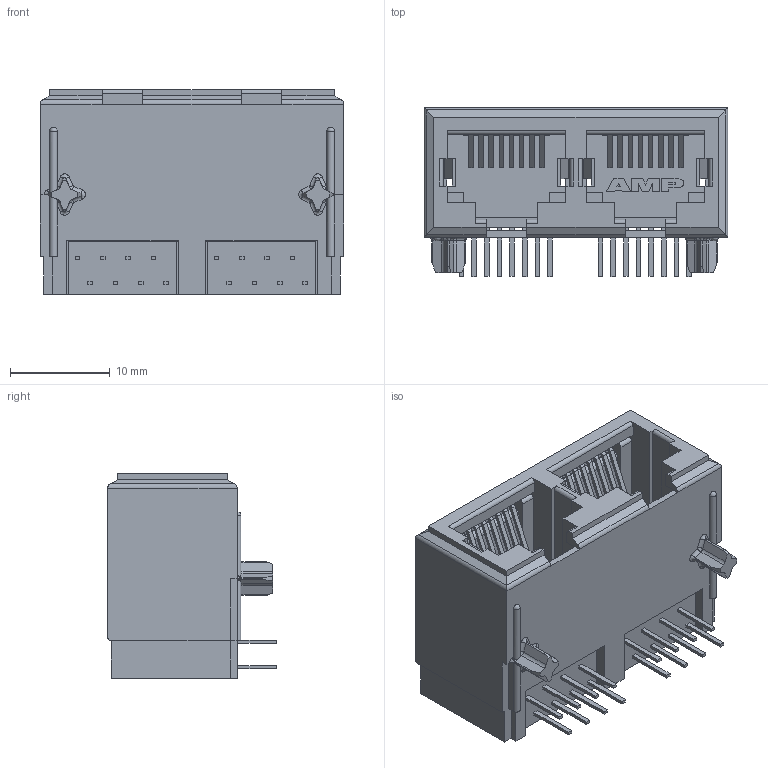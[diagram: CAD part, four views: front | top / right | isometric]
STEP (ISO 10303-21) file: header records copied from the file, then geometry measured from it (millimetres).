
FILE_DESCRIPTION(('STEP AP242'),'1');
FILE_NAME('6368120-1.stp','2024-03-02T19:31:17',('TraceParts'),('TraceParts S.A.'),'Spatial InterOp 3D',' ',' ');
FILE_SCHEMA(('AP242_MANAGED_MODEL_BASED_3D_ENGINEERING_MIM_LF {1 0 10303 442 1 1 4}'));
Length unit declared in the file: millimetre
Products named in the file (1): 6368120-1
Bounding box: 30.48 x 16.94 x 20.57 mm (x, y, z)
Volume: 4781.4 mm3; surface area: 6829.6 mm2
Topology: 1 solids, 1 shells, 639 faces, 1875 edges, 1227 vertices
Faces by surface type: plane 491, cylinder 129, bspline 8, torus 7, sphere 2, extrusion 2
Entity records: 21327 total; most frequent: CARTESIAN_POINT 4118, ORIENTED_EDGE 3746, DIRECTION 3344, EDGE_CURVE 1873, VECTOR 1590, LINE 1588, VERTEX_POINT 1227, AXIS2_PLACEMENT_3D 877
